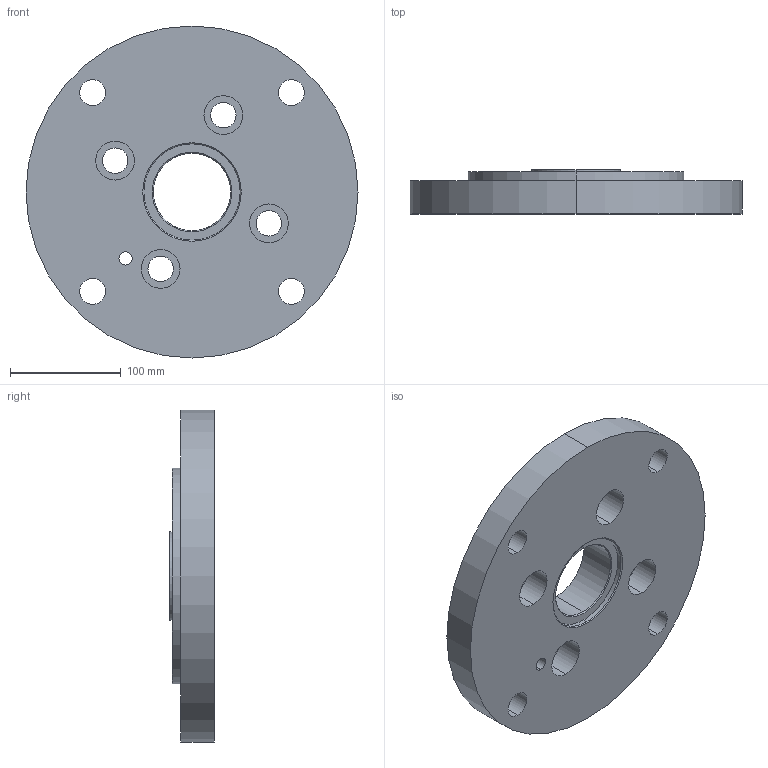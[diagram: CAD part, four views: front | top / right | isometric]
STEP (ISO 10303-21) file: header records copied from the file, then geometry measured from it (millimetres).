
FILE_DESCRIPTION (( 'STEP AP214' ), '1' );
FILE_NAME ('3D 翱蝗 6廓.STEP', '2018-04-03T00:57:59', ( '' ), ( '' ), 'SwSTEP 2.0', 'SolidWorks 2017', '' );
FILE_SCHEMA (( 'AUTOMOTIVE_DESIGN' ));
Length unit declared in the file: millimetre
Products named in the file (1): 3D 翱蝗 6廓
Bounding box: 300 x 40 x 300 mm (x, y, z)
Volume: 2032978.4 mm3; surface area: 194005.8 mm2
Topology: 1 solids, 1 shells, 49 faces, 116 edges, 76 vertices
Faces by surface type: cylinder 36, plane 9, cone 4
Entity records: 1528 total; most frequent: DIRECTION 292, CARTESIAN_POINT 242, ORIENTED_EDGE 232, AXIS2_PLACEMENT_3D 126, EDGE_CURVE 116, EDGE_LOOP 76, CIRCLE 76, VERTEX_POINT 76
